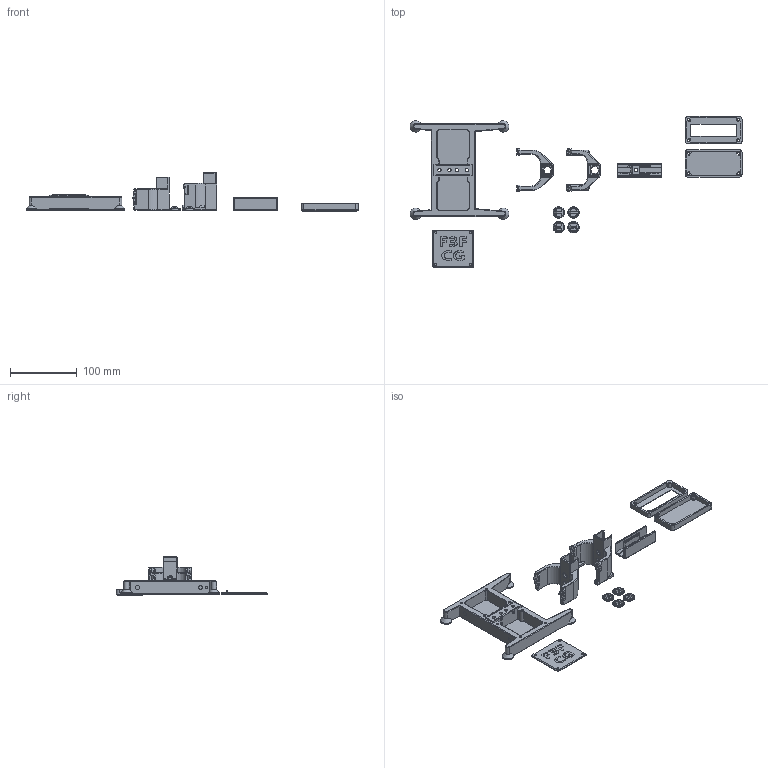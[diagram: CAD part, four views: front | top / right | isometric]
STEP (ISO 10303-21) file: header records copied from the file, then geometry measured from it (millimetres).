
FILE_DESCRIPTION(/* description */ (''),/* implementation_level */ '2;1');
FILE_NAME(/* name */ 'CG_scale_r2_parts_3dprint',/* time_stamp */ '2018-01-05T21:07:55+01:00',/* author */ (''),/* organization */ (''),/* preprocessor_version */ 'ST-DEVELOPER v12',/* originating_system */ 'MicroStation Version 08.11.09.459',/* authorisation */ '');
FILE_SCHEMA (('AUTOMOTIVE_DESIGN'));
Length unit declared in the file: millimetre
Products named in the file (15): CG_scale_r2_parts_3dprint1; CG_scale_r2_parts_3dprint2; CG_scale_r2_parts_3dprint3; CG_scale_r2_parts_3dprint4; CG_scale_r2_parts_3dprint5; CG_scale_r2_parts_3dprint6; CG_scale_r2_parts_3dprint7; CG_scale_r2_parts_3dprint8; CG_scale_r2_parts_3dprint9; CG_scale_r2_parts_3dprint10; CG_scale_r2_parts_3dprint11; CG_scale_r2_parts_3dprint12; CG_scale_r2_parts_3dprint13; CG_scale_r2_parts_3dprint14; CG_scale_r2_parts_3dprint15
Bounding box: 497.14 x 226.46 x 57.62 mm (x, y, z)
Volume: 226376.5 mm3; surface area: 116270.3 mm2
Topology: 13 solids, 13 shells, 1307 faces, 3282 edges, 2039 vertices
Faces by surface type: plane 879, cylinder 242, cone 76, extrusion 51, torus 26, bspline 25, sphere 8
Full cylindrical faces by diameter (mm): 2 x12, 3 x7, 3.118 x8, 3.2 x8, 3.5 x1, 4 x4, 5 x6, 6 x4, 6.2 x1, 7 x1, 9.5 x4, 17 x4
Entity records: 39298 total; most frequent: CARTESIAN_POINT 8353, ORIENTED_EDGE 6262, DIRECTION 6128, EDGE_CURVE 3131, VECTOR 2418, LINE 2367, VERTEX_POINT 1993, AXIS2_PLACEMENT_3D 1855
